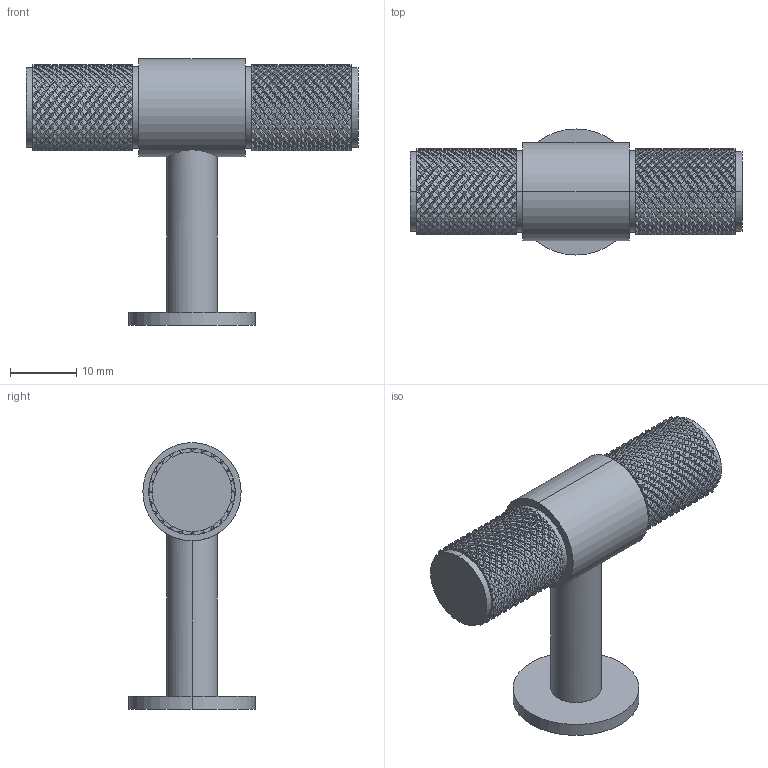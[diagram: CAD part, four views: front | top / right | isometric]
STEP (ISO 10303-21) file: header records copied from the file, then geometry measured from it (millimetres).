
FILE_DESCRIPTION (( 'STEP AP203' ), '1' );
FILE_NAME ('HDL31_v10623.STEP', '2023-06-08T15:05:30', ( '' ), ( '' ), 'SwSTEP 2.0', 'SolidWorks 2019', '' );
FILE_SCHEMA (( 'CONFIG_CONTROL_DESIGN' ));
Length unit declared in the file: millimetre
Products named in the file (1): HDL31_v10623
Bounding box: 50 x 19 x 40.2 mm (x, y, z)
Volume: 8485.9 mm3; surface area: 4594.4 mm2
Topology: 1 solids, 1 shells, 4993 faces, 14857 edges, 9872 vertices
Faces by surface type: bspline 3600, cylinder 1240, plane 153
Entity records: 356755 total; most frequent: CARTESIAN_POINT 272924, ORIENTED_EDGE 29714, EDGE_CURVE 14857, VERTEX_POINT 9872, B_SPLINE_CURVE_WITH_KNOTS 7442, EDGE_LOOP 4999, FACE_OUTER_BOUND 4993, ADVANCED_FACE 4993
